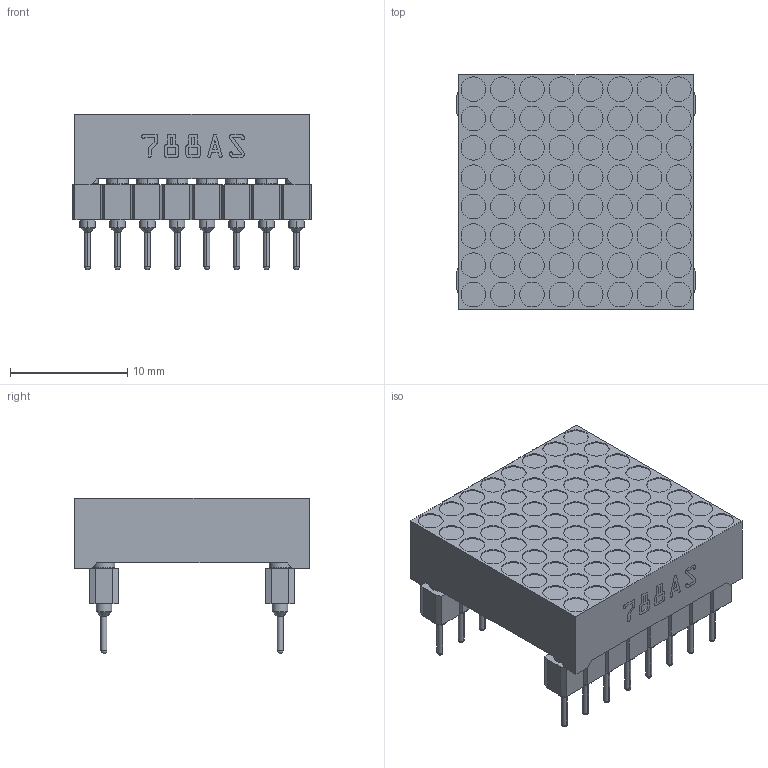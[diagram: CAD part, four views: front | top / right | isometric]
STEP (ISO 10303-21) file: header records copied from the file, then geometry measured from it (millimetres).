
FILE_DESCRIPTION (( 'STEP AP214' ), '1' );
FILE_NAME ('788AS_socket.STEP', '2021-03-25T16:30:41', ( '' ), ( '' ), 'SwSTEP 2.0', 'SolidWorks 2018', '' );
FILE_SCHEMA (( 'AUTOMOTIVE_DESIGN' ));
Length unit declared in the file: millimetre
Products named in the file (1): 788AS_socket
Bounding box: 20.32 x 20 x 13.24 mm (x, y, z)
Volume: 2403.8 mm3; surface area: 2461 mm2
Topology: 1 solids, 17 shells, 1020 faces, 2382 edges, 1532 vertices
Faces by surface type: cylinder 425, plane 377, cone 160, bspline 58
Entity records: 38298 total; most frequent: CARTESIAN_POINT 7562, DIRECTION 5134, ORIENTED_EDGE 4700, EDGE_CURVE 2350, AXIS2_PLACEMENT_3D 1978, VERTEX_POINT 1532, EDGE_LOOP 1256, LINE 1178
